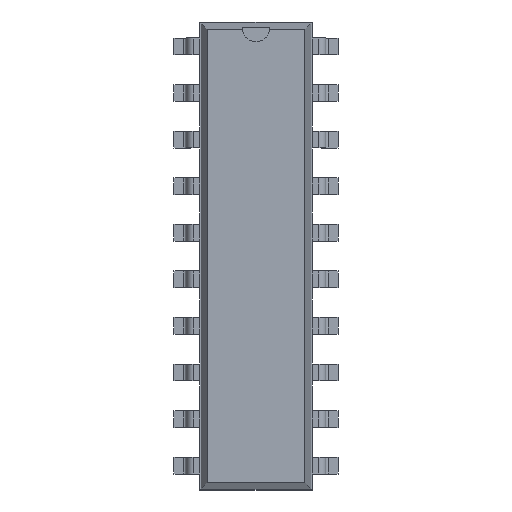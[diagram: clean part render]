
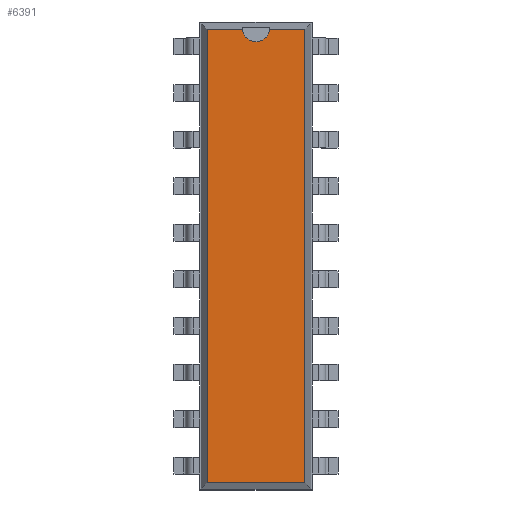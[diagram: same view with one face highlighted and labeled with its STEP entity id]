
A CAD part, top view. The second image highlights one B-rep face of the part: STEP entity #6391.
In plain terms, the highlighted planar face has unit normal (0, 0, 1).
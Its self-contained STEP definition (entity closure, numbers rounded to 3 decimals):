
#27=VECTOR('',#28,1.);
#28=DIRECTION('',(0.,1.,0.));
#34=VECTOR('',#35,1.);
#35=DIRECTION('',(-1.,0.,0.));
#41=VECTOR('',#42,1.);
#42=DIRECTION('',(0.,-1.,0.));
#46=VECTOR('',#47,1.);
#47=DIRECTION('',(1.,0.,0.));
#50=DIRECTION('',(0.,0.,-1.));
#1231=DIRECTION('',(0.,0.,-1.));
#4295=VERTEX_POINT('',#4296);
#4296=CARTESIAN_POINT('',(2.661,12.361,3.68));
#4298=ORIENTED_EDGE('',*,*,#4299,.F.);
#4299=EDGE_CURVE('',#4300,#4295,#4302,.T.);
#4300=VERTEX_POINT('',#4301);
#4301=CARTESIAN_POINT('',(2.661,-12.361,3.68));
#4302=LINE('',#4301,#27);
#5308=VERTEX_POINT('',#5309);
#5309=CARTESIAN_POINT('',(-2.661,12.361,3.68));
#5311=ORIENTED_EDGE('',*,*,#5312,.F.);
#5312=EDGE_CURVE('',#5313,#5308,#5315,.T.);
#5313=VERTEX_POINT('',#5314);
#5314=CARTESIAN_POINT('',(-0.746,12.361,3.68));
#5315=LINE('',#4296,#34);
#5334=VERTEX_POINT('',#5335);
#5335=CARTESIAN_POINT('',(0.746,12.361,3.68));
#5341=ORIENTED_EDGE('',*,*,#5342,.F.);
#5342=EDGE_CURVE('',#4295,#5334,#5315,.T.);
#5380=VERTEX_POINT('',#5381);
#5381=CARTESIAN_POINT('',(-2.661,-12.361,3.68));
#5383=ORIENTED_EDGE('',*,*,#5384,.F.);
#5384=EDGE_CURVE('',#5308,#5380,#5385,.T.);
#5385=LINE('',#5309,#41);
#6386=ORIENTED_EDGE('',*,*,#6387,.F.);
#6387=EDGE_CURVE('',#5380,#4300,#6388,.T.);
#6388=LINE('',#5381,#46);
#6391=ADVANCED_FACE('',(#6392),#6403,.F.);
#6392=FACE_BOUND('',#6393,.F.);
#6393=EDGE_LOOP('',(#4298,#6386,#5383,#5311,#6394,#6401,#5341));
#6394=ORIENTED_EDGE('',*,*,#6395,.F.);
#6395=EDGE_CURVE('',#6396,#5313,#6398,.T.);
#6396=VERTEX_POINT('',#6397);
#6397=CARTESIAN_POINT('',(0.,11.686,3.68));
#6398=CIRCLE('',#6399,0.75);
#6399=AXIS2_PLACEMENT_3D('',#6400,#1231,#42);
#6400=CARTESIAN_POINT('',(0.,12.436,3.68));
#6401=ORIENTED_EDGE('',*,*,#6402,.F.);
#6402=EDGE_CURVE('',#5334,#6396,#6398,.T.);
#6403=PLANE('',#6404);
#6404=AXIS2_PLACEMENT_3D('',#4301,#50,#6405);
#6405=DIRECTION('',(-0.21,0.978,0.));
